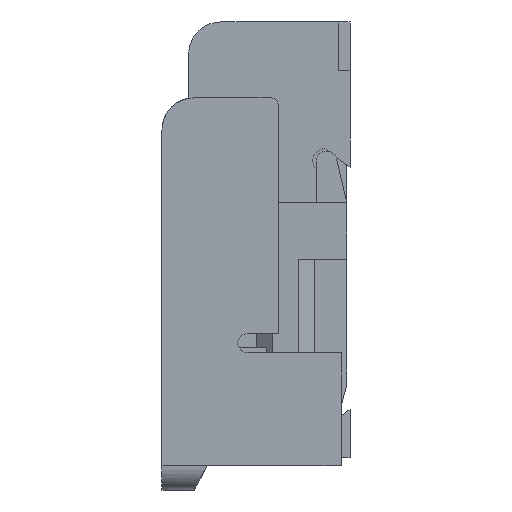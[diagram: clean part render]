
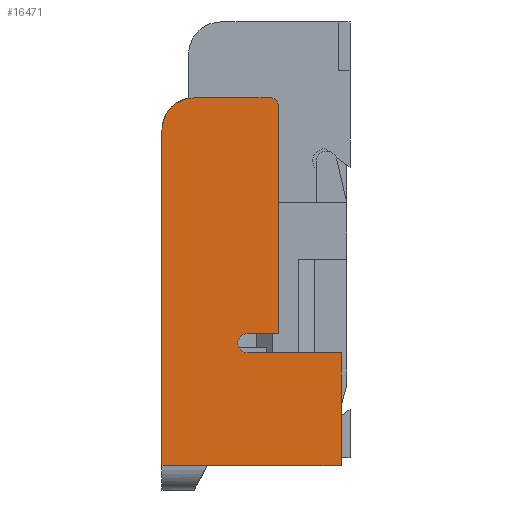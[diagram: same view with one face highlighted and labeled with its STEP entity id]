
A CAD part, left-side view. The second image highlights one B-rep face of the part: STEP entity #16471.
In plain terms, the highlighted planar face has unit normal (-1, 0, 0).
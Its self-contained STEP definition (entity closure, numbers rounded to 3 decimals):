
#891=DIRECTION('',(0.,0.,-1.));
#892=VECTOR('',#891,2.08);
#893=CARTESIAN_POINT('',(-7.65,0.655,-0.67));
#894=LINE('',#893,#892);
#983=CARTESIAN_POINT('',(-7.65,0.375,-2.75));
#1023=DIRECTION('',(0.,-1.,0.));
#1024=VECTOR('',#1023,0.28);
#1025=CARTESIAN_POINT('',(-7.65,0.655,-2.75));
#1026=LINE('',#1025,#1024);
#1027=CARTESIAN_POINT('',(-7.65,0.455,-0.67));
#1028=DIRECTION('',(-1.,0.,0.));
#1029=DIRECTION('',(0.,0.,1.));
#1030=AXIS2_PLACEMENT_3D('',#1027,#1028,#1029);
#1032=CARTESIAN_POINT('',(-7.65,-0.015,-0.52));
#1033=DIRECTION('',(1.,0.,0.));
#1034=DIRECTION('',(0.,0.,1.));
#1035=AXIS2_PLACEMENT_3D('',#1032,#1033,#1034);
#1037=DIRECTION('',(0.,0.,-1.));
#1038=VECTOR('',#1037,1.41);
#1039=CARTESIAN_POINT('',(-7.65,-0.065,-0.52));
#1040=LINE('',#1039,#1038);
#1041=DIRECTION('',(0.,1.,0.));
#1042=VECTOR('',#1041,0.19);
#1043=CARTESIAN_POINT('',(-7.65,-0.065,-1.93));
#1044=LINE('',#1043,#1042);
#1045=CARTESIAN_POINT('',(-7.65,0.125,-1.99));
#1046=DIRECTION('',(-1.,0.,0.));
#1047=DIRECTION('',(0.,0.,1.));
#1048=AXIS2_PLACEMENT_3D('',#1045,#1046,#1047);
#1050=DIRECTION('',(0.,0.,1.));
#1051=VECTOR('',#1050,0.7);
#1052=CARTESIAN_POINT('',(-7.65,-0.455,-2.75));
#1053=LINE('',#1052,#1051);
#1054=DIRECTION('',(0.,1.,0.));
#1055=VECTOR('',#1054,0.83);
#1056=CARTESIAN_POINT('',(-7.65,-0.455,-2.75));
#1057=LINE('',#1056,#1055);
#1971=DIRECTION('',(0.,1.,0.));
#1972=VECTOR('',#1971,0.47);
#1973=CARTESIAN_POINT('',(-7.65,-0.015,-0.47));
#1974=LINE('',#1973,#1972);
#4836=DIRECTION('',(0.,1.,0.));
#4837=VECTOR('',#4836,0.58);
#4838=CARTESIAN_POINT('',(-7.65,-0.455,-2.05));
#4839=LINE('',#4838,#4837);
#12034=VERTEX_POINT('',#983);
#12038=CARTESIAN_POINT('',(-7.65,0.655,-2.75));
#12039=VERTEX_POINT('',#12038);
#12343=CARTESIAN_POINT('',(-7.65,-0.065,-0.52));
#12344=CARTESIAN_POINT('',(-7.65,-0.065,-1.93));
#12345=VERTEX_POINT('',#12343);
#12346=VERTEX_POINT('',#12344);
#12347=CARTESIAN_POINT('',(-7.65,0.125,-1.93));
#12348=VERTEX_POINT('',#12347);
#12402=CARTESIAN_POINT('',(-7.65,0.655,-0.67));
#12404=VERTEX_POINT('',#12402);
#12406=CARTESIAN_POINT('',(-7.65,0.455,-0.47));
#12408=VERTEX_POINT('',#12406);
#12433=CARTESIAN_POINT('',(-7.65,0.125,-2.05));
#12434=VERTEX_POINT('',#12433);
#12458=CARTESIAN_POINT('',(-7.65,-0.455,-2.75));
#12460=VERTEX_POINT('',#12458);
#12465=CARTESIAN_POINT('',(-7.65,-0.455,-2.05));
#12466=VERTEX_POINT('',#12465);
#12481=CARTESIAN_POINT('',(-7.65,-0.015,-0.47));
#12482=VERTEX_POINT('',#12481);
#16446=CARTESIAN_POINT('',(-7.65,0.,0.));
#16447=DIRECTION('',(1.,0.,0.));
#16448=DIRECTION('',(0.,-1.,0.));
#16449=AXIS2_PLACEMENT_3D('',#16446,#16447,#16448);
#16450=PLANE('',#16449);
#16451=ORIENTED_EDGE('',*,*,#16406,.F.);
#16452=ORIENTED_EDGE('',*,*,#16278,.F.);
#16454=ORIENTED_EDGE('',*,*,#16453,.F.);
#16456=ORIENTED_EDGE('',*,*,#16455,.F.);
#16458=ORIENTED_EDGE('',*,*,#16457,.T.);
#16459=ORIENTED_EDGE('',*,*,#16151,.T.);
#16461=ORIENTED_EDGE('',*,*,#16460,.T.);
#16463=ORIENTED_EDGE('',*,*,#16462,.T.);
#16465=ORIENTED_EDGE('',*,*,#16464,.F.);
#16467=ORIENTED_EDGE('',*,*,#16466,.F.);
#16468=ORIENTED_EDGE('',*,*,#16430,.T.);
#16469=EDGE_LOOP('',(#16451,#16452,#16454,#16456,#16458,#16459,#16461,#16463,
#16465,#16467,#16468));
#16470=FACE_OUTER_BOUND('',#16469,.F.);
#1031=CIRCLE('',#1030,0.2);
#1036=CIRCLE('',#1035,0.05);
#1049=CIRCLE('',#1048,0.06);
#16151=EDGE_CURVE('',#12345,#12346,#1040,.T.);
#16278=EDGE_CURVE('',#12404,#12039,#894,.T.);
#16406=EDGE_CURVE('',#12039,#12034,#1026,.T.);
#16430=EDGE_CURVE('',#12460,#12034,#1057,.T.);
#16453=EDGE_CURVE('',#12408,#12404,#1031,.T.);
#16455=EDGE_CURVE('',#12482,#12408,#1974,.T.);
#16457=EDGE_CURVE('',#12482,#12345,#1036,.T.);
#16460=EDGE_CURVE('',#12346,#12348,#1044,.T.);
#16462=EDGE_CURVE('',#12348,#12434,#1049,.T.);
#16464=EDGE_CURVE('',#12466,#12434,#4839,.T.);
#16466=EDGE_CURVE('',#12460,#12466,#1053,.T.);
#16471=ADVANCED_FACE('',(#16470),#16450,.F.);
